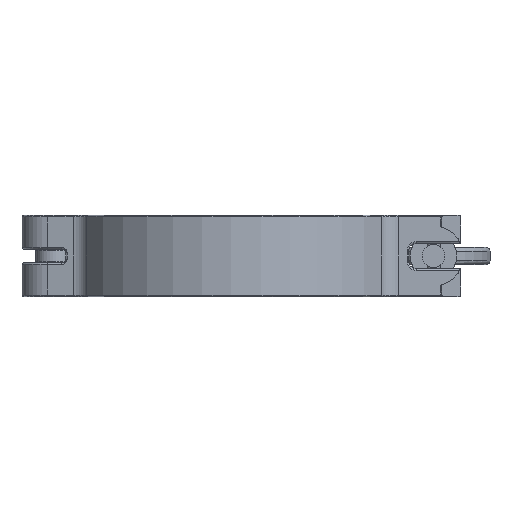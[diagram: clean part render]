
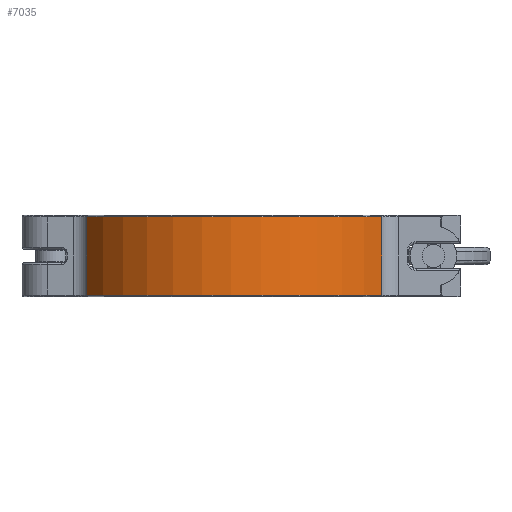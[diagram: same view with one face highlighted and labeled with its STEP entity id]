
A CAD part, front view. The second image highlights one B-rep face of the part: STEP entity #7035.
In plain terms, the highlighted cylindrical face has radius 44 mm (diameter 88 mm), a partial arc.
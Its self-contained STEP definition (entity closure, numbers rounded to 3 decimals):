
#388 = EDGE_CURVE ( 'NONE', #3732, #10205, #8268, .T. ) ;
#1272 = VECTOR ( 'NONE', #2325, 1000. ) ;
#1587 = LINE ( 'NONE', #2508, #1272 ) ;
#1590 = EDGE_CURVE ( 'NONE', #10205, #12581, #1587, .T. ) ;
#1735 = AXIS2_PLACEMENT_3D ( 'NONE', #7739, #7574, #7607 ) ;
#2325 = DIRECTION ( 'NONE',  ( 0., 0., -1. ) ) ;
#2508 = CARTESIAN_POINT ( 'NONE',  ( -38.867, -20.624, 10.5 ) ) ;
#2571 = EDGE_CURVE ( 'NONE', #8420, #3732, #5947, .T. ) ;
#2748 = FACE_OUTER_BOUND ( 'NONE', #7365, .T. ) ;
#3108 = DIRECTION ( 'NONE',  ( 1., 0., 0. ) ) ;
#3156 = DIRECTION ( 'NONE',  ( 0., 0., 1. ) ) ;
#3186 = CARTESIAN_POINT ( 'NONE',  ( 0., 0., -10.1 ) ) ;
#3411 = CARTESIAN_POINT ( 'NONE',  ( -38.867, -20.624, 10.1 ) ) ;
#3732 = VERTEX_POINT ( 'NONE', #10587 ) ;
#4910 = EDGE_CURVE ( 'NONE', #12581, #8420, #7594, .T. ) ;
#5715 = AXIS2_PLACEMENT_3D ( 'NONE', #3186, #3156, #3108 ) ;
#5863 = DIRECTION ( 'NONE',  ( 1., 0., 0. ) ) ;
#5947 = LINE ( 'NONE', #6003, #10355 ) ;
#5983 = DIRECTION ( 'NONE',  ( 0., 0., -1. ) ) ;
#6001 = DIRECTION ( 'NONE',  ( 0., 0., 1. ) ) ;
#6002 = CARTESIAN_POINT ( 'NONE',  ( 0., 0., 10.1 ) ) ;
#6003 = CARTESIAN_POINT ( 'NONE',  ( 37.295, -23.347, 10.5 ) ) ;
#7035 = ADVANCED_FACE ( 'NONE', ( #2748 ), #10308, .T. ) ;
#7365 = EDGE_LOOP ( 'NONE', ( #7805, #10510, #11369, #11516 ) ) ;
#7574 = DIRECTION ( 'NONE',  ( 0., 0., -1. ) ) ;
#7594 = CIRCLE ( 'NONE', #5715, 44. ) ;
#7607 = DIRECTION ( 'NONE',  ( -1., 0., 0. ) ) ;
#7739 = CARTESIAN_POINT ( 'NONE',  ( 0., 0., 10.5 ) ) ;
#7805 = ORIENTED_EDGE ( 'NONE', *, *, #2571, .T. ) ;
#7814 = CARTESIAN_POINT ( 'NONE',  ( 37.295, -23.347, -10.1 ) ) ;
#8268 = CIRCLE ( 'NONE', #11420, 44. ) ;
#8420 = VERTEX_POINT ( 'NONE', #7814 ) ;
#9236 = CARTESIAN_POINT ( 'NONE',  ( -38.867, -20.624, -10.1 ) ) ;
#10205 = VERTEX_POINT ( 'NONE', #3411 ) ;
#10308 = CYLINDRICAL_SURFACE ( 'NONE', #1735, 44. ) ;
#10355 = VECTOR ( 'NONE', #6001, 1000. ) ;
#10510 = ORIENTED_EDGE ( 'NONE', *, *, #388, .T. ) ;
#10587 = CARTESIAN_POINT ( 'NONE',  ( 37.295, -23.347, 10.1 ) ) ;
#11369 = ORIENTED_EDGE ( 'NONE', *, *, #1590, .T. ) ;
#11420 = AXIS2_PLACEMENT_3D ( 'NONE', #6002, #5983, #5863 ) ;
#11516 = ORIENTED_EDGE ( 'NONE', *, *, #4910, .T. ) ;
#12581 = VERTEX_POINT ( 'NONE', #9236 ) ;
